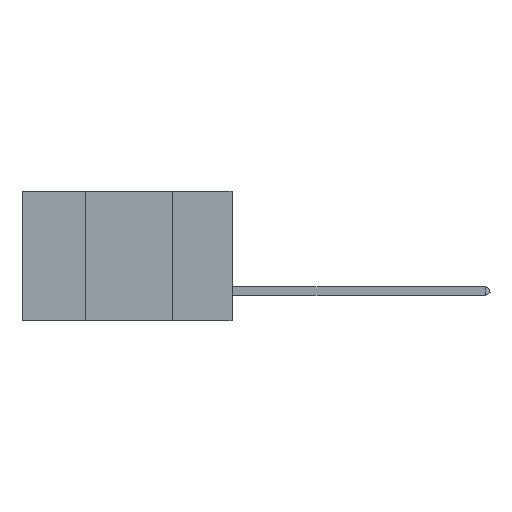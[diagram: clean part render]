
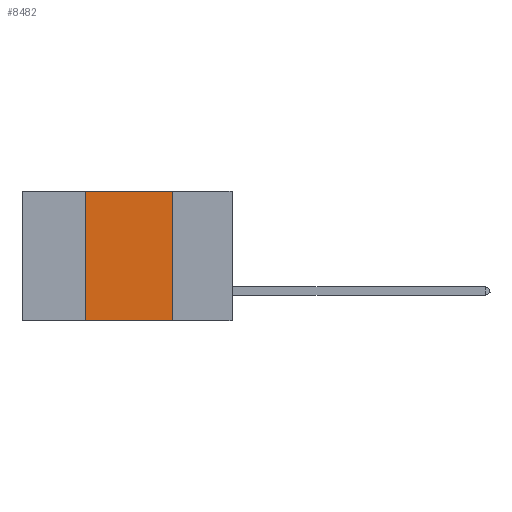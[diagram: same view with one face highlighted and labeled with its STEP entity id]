
A CAD part, left-side view. The second image highlights one B-rep face of the part: STEP entity #8482.
In plain terms, the highlighted planar face has unit normal (-1, 0, 0).
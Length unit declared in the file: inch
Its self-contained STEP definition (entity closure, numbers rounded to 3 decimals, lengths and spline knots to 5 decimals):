
#4 = CARTESIAN_POINT ( 'NONE',  ( 0., 0.17, 0. ) ) ;
#98 = EDGE_CURVE ( 'NONE', #16061, #12169, #6249, .T. ) ;
#719 = PLANE ( 'NONE',  #21434 ) ;
#1484 = ORIENTED_EDGE ( 'NONE', *, *, #16517, .F. ) ;
#1856 = VERTEX_POINT ( 'NONE', #19870 ) ;
#2226 = ORIENTED_EDGE ( 'NONE', *, *, #98, .T. ) ;
#2266 = DIRECTION ( 'NONE',  ( 0., 0., 1. ) ) ;
#2428 = DIRECTION ( 'NONE',  ( 1., 0., 0. ) ) ;
#3247 = ORIENTED_EDGE ( 'NONE', *, *, #5503, .F. ) ;
#3614 = EDGE_CURVE ( 'NONE', #16061, #11035, #13439, .T. ) ;
#3692 = DIRECTION ( 'NONE',  ( 0., 0., -1. ) ) ;
#4211 = VECTOR ( 'NONE', #3692, 39.37008 ) ;
#5503 = EDGE_CURVE ( 'NONE', #1856, #12169, #15203, .T. ) ;
#6249 = LINE ( 'NONE', #11197, #7064 ) ;
#7064 = VECTOR ( 'NONE', #7841, 39.37008 ) ;
#7098 = DIRECTION ( 'NONE',  ( 0., 0., -1. ) ) ;
#7158 = CARTESIAN_POINT ( 'NONE',  ( 0., 0.42, 0. ) ) ;
#7841 = DIRECTION ( 'NONE',  ( 0., -1., 0. ) ) ;
#8482 = ADVANCED_FACE ( 'NONE', ( #20113 ), #719, .F. ) ;
#8910 = CARTESIAN_POINT ( 'NONE',  ( 0., 0.17, -0.37 ) ) ;
#9598 = CARTESIAN_POINT ( 'NONE',  ( 0., 0.6, 0. ) ) ;
#11035 = VERTEX_POINT ( 'NONE', #19618 ) ;
#11197 = CARTESIAN_POINT ( 'NONE',  ( 0., 0.6, -0.37 ) ) ;
#11996 = VECTOR ( 'NONE', #20728, 39.37008 ) ;
#12074 = CARTESIAN_POINT ( 'NONE',  ( 0., 0.42, -0.37 ) ) ;
#12169 = VERTEX_POINT ( 'NONE', #8910 ) ;
#12564 = EDGE_LOOP ( 'NONE', ( #3247, #1484, #19406, #2226 ) ) ;
#13439 = LINE ( 'NONE', #7158, #20891 ) ;
#15203 = LINE ( 'NONE', #4, #4211 ) ;
#16061 = VERTEX_POINT ( 'NONE', #12074 ) ;
#16517 = EDGE_CURVE ( 'NONE', #11035, #1856, #19911, .T. ) ;
#16849 = CARTESIAN_POINT ( 'NONE',  ( 0., 0.6, 0. ) ) ;
#19406 = ORIENTED_EDGE ( 'NONE', *, *, #3614, .F. ) ;
#19618 = CARTESIAN_POINT ( 'NONE',  ( 0., 0.42, 0. ) ) ;
#19870 = CARTESIAN_POINT ( 'NONE',  ( 0., 0.17, 0. ) ) ;
#19911 = LINE ( 'NONE', #9598, #11996 ) ;
#20113 = FACE_OUTER_BOUND ( 'NONE', #12564, .T. ) ;
#20728 = DIRECTION ( 'NONE',  ( 0., -1., 0. ) ) ;
#20891 = VECTOR ( 'NONE', #2266, 39.37008 ) ;
#21434 = AXIS2_PLACEMENT_3D ( 'NONE', #16849, #2428, #7098 ) ;
